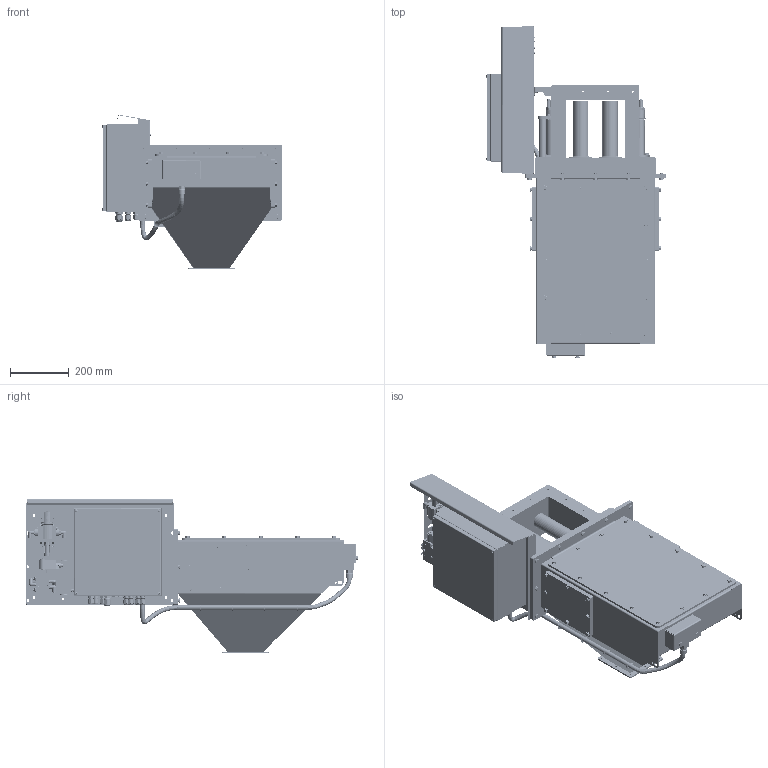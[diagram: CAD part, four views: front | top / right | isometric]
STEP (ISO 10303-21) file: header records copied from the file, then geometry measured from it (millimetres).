
FILE_DESCRIPTION(/* description */ (''),/* implementation_level */ '2;1');
FILE_NAME(/* name */ 'E0164680.stp',/* time_stamp */ '2024-06-10T11:43:15+02:00',/* author */ ('AvD'),/* organization */ (''),/* preprocessor_version */ 'ST-DEVELOPER v18.1',/* originating_system */ 'Autodesk Inventor 2021',/* authorisation */ '');
FILE_SCHEMA (('CONFIG_CONTROL_DESIGN'));
Products named in the file (1): Part1
Bounding box: 612.68 x 1131.9 x 526.82 mm (x, y, z)
Volume: 10223025.2 mm3; surface area: 5432953.8 mm2
Topology: 13 solids, 124 shells, 10258 faces, 23999 edges, 15417 vertices
Faces by surface type: plane 5321, cylinder 3486, cone 1061, torus 188, bspline 161, sphere 41
Full cylindrical faces by diameter (mm): 0.1 x720, 0.9 x2, 2.387 x4, 2.459 x2, 2.5 x2, 2.9 x3, 3 x12, 3.4 x3, 4 x10, 4.134 x11, 4.2 x8, 4.5 x3, 4.567 x3, 4.6 x16, 4.864 x4, 4.917 x36, 5 x27, 5.2 x4, 5.3 x9, 5.459 x1, 5.5 x15, 5.6 x6, 5.76 x4, 5.8 x3, 5.9 x2, 6 x33, 6.1 x9, 6.35 x1, 6.4 x1, 6.5 x2
Entity records: 311739 total; most frequent: CARTESIAN_POINT 61932, DIRECTION 51762, ORIENTED_EDGE 47864, EDGE_CURVE 23932, AXIS2_PLACEMENT_3D 19690, VERTEX_POINT 15409, EDGE_LOOP 12403, LINE 12382
